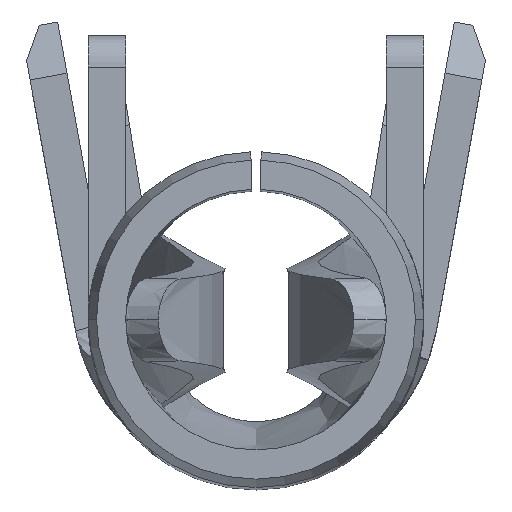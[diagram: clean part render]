
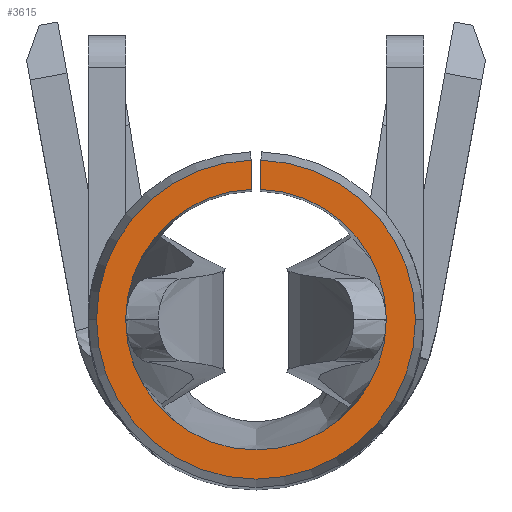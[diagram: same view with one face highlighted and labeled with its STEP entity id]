
A CAD part, top view. The second image highlights one B-rep face of the part: STEP entity #3615.
In plain terms, the highlighted planar face has unit normal (0, 0, 1).
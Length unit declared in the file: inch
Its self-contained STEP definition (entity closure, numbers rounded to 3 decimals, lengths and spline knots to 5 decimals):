
#125 = CIRCLE ( 'NONE', #213, 0.07648 ) ;
#213 = AXIS2_PLACEMENT_3D ( 'NONE', #6719, #3188, #7295 ) ;
#346 = VERTEX_POINT ( 'NONE', #2732 ) ;
#402 = DIRECTION ( 'NONE',  ( 1., 0., 0. ) ) ;
#574 = ORIENTED_EDGE ( 'NONE', *, *, #2969, .F. ) ;
#590 = AXIS2_PLACEMENT_3D ( 'NONE', #4650, #1102, #5237 ) ;
#686 = ORIENTED_EDGE ( 'NONE', *, *, #5565, .F. ) ;
#711 = CARTESIAN_POINT ( 'NONE',  ( -0.07648, 0., 0.53 ) ) ;
#821 = DIRECTION ( 'NONE',  ( -0.031, 1., 0. ) ) ;
#824 = CARTESIAN_POINT ( 'NONE',  ( 0.00194, 0.06247, 0.53 ) ) ;
#941 = EDGE_CURVE ( 'NONE', #7436, #346, #125, .T. ) ;
#1102 = DIRECTION ( 'NONE',  ( 0., 0., 1. ) ) ;
#1284 = AXIS2_PLACEMENT_3D ( 'NONE', #7479, #3961, #402 ) ;
#1491 = DIRECTION ( 'NONE',  ( 0., 0., -1. ) ) ;
#1516 = EDGE_CURVE ( 'NONE', #7283, #6284, #7522, .T. ) ;
#1634 = VERTEX_POINT ( 'NONE', #6406 ) ;
#1794 = VERTEX_POINT ( 'NONE', #824 ) ;
#1881 = CIRCLE ( 'NONE', #2820, 0.07648 ) ;
#1953 = ORIENTED_EDGE ( 'NONE', *, *, #941, .T. ) ;
#1998 = VECTOR ( 'NONE', #2802, 39.37008 ) ;
#2134 = CIRCLE ( 'NONE', #2777, 0.0625 ) ;
#2312 = EDGE_CURVE ( 'NONE', #7497, #5327, #6322, .T. ) ;
#2452 = ORIENTED_EDGE ( 'NONE', *, *, #2312, .T. ) ;
#2557 = DIRECTION ( 'NONE',  ( 0., 0., 1. ) ) ;
#2732 = CARTESIAN_POINT ( 'NONE',  ( 0.07648, 0., 0.53 ) ) ;
#2735 = EDGE_CURVE ( 'NONE', #346, #1634, #1881, .T. ) ;
#2777 = AXIS2_PLACEMENT_3D ( 'NONE', #6752, #3230, #7338 ) ;
#2787 = DIRECTION ( 'NONE',  ( 0., 0., 1. ) ) ;
#2802 = DIRECTION ( 'NONE',  ( 0.031, 1., 0. ) ) ;
#2820 = AXIS2_PLACEMENT_3D ( 'NONE', #6080, #2557, #6689 ) ;
#2899 = CIRCLE ( 'NONE', #590, 0.07648 ) ;
#2969 = EDGE_CURVE ( 'NONE', #6284, #1794, #7061, .T. ) ;
#3170 = CARTESIAN_POINT ( 'NONE',  ( 0., 0., 0.53 ) ) ;
#3188 = DIRECTION ( 'NONE',  ( 0., 0., 1. ) ) ;
#3230 = DIRECTION ( 'NONE',  ( 0., 0., 1. ) ) ;
#3513 = ORIENTED_EDGE ( 'NONE', *, *, #1516, .F. ) ;
#3615 = ADVANCED_FACE ( 'NONE', ( #6205 ), #5534, .F. ) ;
#3748 = EDGE_CURVE ( 'NONE', #5327, #7436, #2899, .T. ) ;
#3824 = ORIENTED_EDGE ( 'NONE', *, *, #3748, .T. ) ;
#3961 = DIRECTION ( 'NONE',  ( 0., 0., 1. ) ) ;
#4378 = CARTESIAN_POINT ( 'NONE',  ( -0.00222, 0.07147, 0.53 ) ) ;
#4446 = AXIS2_PLACEMENT_3D ( 'NONE', #6323, #2787, #6916 ) ;
#4650 = CARTESIAN_POINT ( 'NONE',  ( 0., 0., 0.53 ) ) ;
#4721 = CARTESIAN_POINT ( 'NONE',  ( -0.0625, 0., 0.53 ) ) ;
#5038 = CARTESIAN_POINT ( 'NONE',  ( -0.00238, 0.07644, 0.53 ) ) ;
#5237 = DIRECTION ( 'NONE',  ( -1., 0., 0. ) ) ;
#5327 = VERTEX_POINT ( 'NONE', #5038 ) ;
#5519 = CARTESIAN_POINT ( 'NONE',  ( -0.00194, 0.06247, 0.53 ) ) ;
#5534 = PLANE ( 'NONE',  #7088 ) ;
#5565 = EDGE_CURVE ( 'NONE', #7497, #7283, #2134, .T. ) ;
#5616 = DIRECTION ( 'NONE',  ( -1., 0., 0. ) ) ;
#6080 = CARTESIAN_POINT ( 'NONE',  ( 0., 0., 0.53 ) ) ;
#6205 = FACE_OUTER_BOUND ( 'NONE', #6622, .T. ) ;
#6284 = VERTEX_POINT ( 'NONE', #7102 ) ;
#6322 = LINE ( 'NONE', #4378, #6876 ) ;
#6323 = CARTESIAN_POINT ( 'NONE',  ( 0., 0., 0.53 ) ) ;
#6406 = CARTESIAN_POINT ( 'NONE',  ( 0.00238, 0.07644, 0.53 ) ) ;
#6622 = EDGE_LOOP ( 'NONE', ( #2452, #3824, #1953, #6712, #7068, #574, #3513, #686 ) ) ;
#6689 = DIRECTION ( 'NONE',  ( -1., 0., 0. ) ) ;
#6699 = EDGE_CURVE ( 'NONE', #1794, #1634, #6716, .T. ) ;
#6712 = ORIENTED_EDGE ( 'NONE', *, *, #2735, .T. ) ;
#6716 = LINE ( 'NONE', #6933, #1998 ) ;
#6719 = CARTESIAN_POINT ( 'NONE',  ( 0., 0., 0.53 ) ) ;
#6752 = CARTESIAN_POINT ( 'NONE',  ( 0., 0., 0.53 ) ) ;
#6876 = VECTOR ( 'NONE', #821, 39.37008 ) ;
#6916 = DIRECTION ( 'NONE',  ( 1., 0., 0. ) ) ;
#6933 = CARTESIAN_POINT ( 'NONE',  ( 0.00222, 0.07147, 0.53 ) ) ;
#7061 = CIRCLE ( 'NONE', #1284, 0.0625 ) ;
#7068 = ORIENTED_EDGE ( 'NONE', *, *, #6699, .F. ) ;
#7088 = AXIS2_PLACEMENT_3D ( 'NONE', #3170, #1491, #5616 ) ;
#7102 = CARTESIAN_POINT ( 'NONE',  ( 0.0625, 0., 0.53 ) ) ;
#7283 = VERTEX_POINT ( 'NONE', #4721 ) ;
#7295 = DIRECTION ( 'NONE',  ( -1., 0., 0. ) ) ;
#7338 = DIRECTION ( 'NONE',  ( 1., 0., 0. ) ) ;
#7436 = VERTEX_POINT ( 'NONE', #711 ) ;
#7479 = CARTESIAN_POINT ( 'NONE',  ( 0., 0., 0.53 ) ) ;
#7497 = VERTEX_POINT ( 'NONE', #5519 ) ;
#7522 = CIRCLE ( 'NONE', #4446, 0.0625 ) ;
